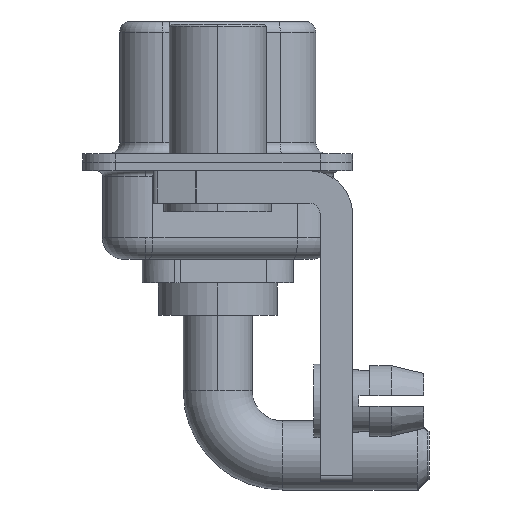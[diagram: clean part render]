
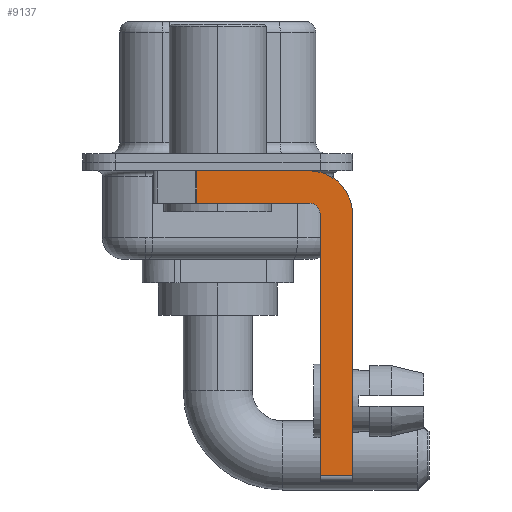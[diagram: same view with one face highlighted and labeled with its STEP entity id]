
A CAD part, left-side view. The second image highlights one B-rep face of the part: STEP entity #9137.
In plain terms, the highlighted planar face has unit normal (-1, 0, 0).
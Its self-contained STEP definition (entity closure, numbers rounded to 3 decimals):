
#204 = DIRECTION ( 'NONE',  ( 0., 0., 1. ) ) ;
#293 = LINE ( 'NONE', #17421, #15960 ) ;
#877 = CARTESIAN_POINT ( 'NONE',  ( -2.9, -4.25, -2.4 ) ) ;
#1018 = EDGE_CURVE ( 'NONE', #5680, #18246, #293, .T. ) ;
#1703 = DIRECTION ( 'NONE',  ( 0., 0., -1. ) ) ;
#2312 = ORIENTED_EDGE ( 'NONE', *, *, #1018, .F. ) ;
#2336 = EDGE_CURVE ( 'NONE', #8767, #9019, #10213, .T. ) ;
#2478 = DIRECTION ( 'NONE',  ( 1., 0., 0. ) ) ;
#2515 = VERTEX_POINT ( 'NONE', #10934 ) ;
#2573 = DIRECTION ( 'NONE',  ( 0., 0., -1. ) ) ;
#3287 = EDGE_CURVE ( 'NONE', #15682, #9019, #5692, .T. ) ;
#3974 = ORIENTED_EDGE ( 'NONE', *, *, #13115, .T. ) ;
#4531 = CARTESIAN_POINT ( 'NONE',  ( -2.9, -4.25, -2.4 ) ) ;
#4758 = AXIS2_PLACEMENT_3D ( 'NONE', #7025, #15916, #1703 ) ;
#5405 = CARTESIAN_POINT ( 'NONE',  ( -2.9, -4.25, -1.9 ) ) ;
#5680 = VERTEX_POINT ( 'NONE', #8955 ) ;
#5692 = LINE ( 'NONE', #11374, #7846 ) ;
#6149 = ORIENTED_EDGE ( 'NONE', *, *, #14835, .F. ) ;
#6369 = CARTESIAN_POINT ( 'NONE',  ( -2.9, -4.25, -1.9 ) ) ;
#6427 = EDGE_CURVE ( 'NONE', #18246, #15682, #15237, .T. ) ;
#6467 = DIRECTION ( 'NONE',  ( 0., 0., -1. ) ) ;
#6885 = ORIENTED_EDGE ( 'NONE', *, *, #7570, .F. ) ;
#7025 = CARTESIAN_POINT ( 'NONE',  ( -2.9, -4.25, -2.4 ) ) ;
#7486 = DIRECTION ( 'NONE',  ( 0., 0., 1. ) ) ;
#7556 = ORIENTED_EDGE ( 'NONE', *, *, #3287, .F. ) ;
#7570 = EDGE_CURVE ( 'NONE', #10854, #2515, #12595, .T. ) ;
#7684 = LINE ( 'NONE', #13386, #11146 ) ;
#7846 = VECTOR ( 'NONE', #17116, 1000. ) ;
#8642 = VECTOR ( 'NONE', #12403, 1000. ) ;
#8643 = AXIS2_PLACEMENT_3D ( 'NONE', #877, #2478, #2573 ) ;
#8767 = VERTEX_POINT ( 'NONE', #14163 ) ;
#8955 = CARTESIAN_POINT ( 'NONE',  ( -2.9, 0.978, -0.4 ) ) ;
#9019 = VERTEX_POINT ( 'NONE', #14720 ) ;
#9080 = ORIENTED_EDGE ( 'NONE', *, *, #2336, .T. ) ;
#9137 = ADVANCED_FACE ( 'NONE', ( #15276 ), #11053, .F. ) ;
#9366 = AXIS2_PLACEMENT_3D ( 'NONE', #4531, #11873, #204 ) ;
#10213 = LINE ( 'NONE', #18481, #12186 ) ;
#10854 = VERTEX_POINT ( 'NONE', #6369 ) ;
#10934 = CARTESIAN_POINT ( 'NONE',  ( -2.9, 0.978, -1.9 ) ) ;
#11053 = PLANE ( 'NONE',  #8643 ) ;
#11146 = VECTOR ( 'NONE', #6467, 1000. ) ;
#11374 = CARTESIAN_POINT ( 'NONE',  ( -2.9, -6.25, -2.4 ) ) ;
#11873 = DIRECTION ( 'NONE',  ( -1., 0., 0. ) ) ;
#11969 = DIRECTION ( 'NONE',  ( 0., -1., 0. ) ) ;
#12014 = CARTESIAN_POINT ( 'NONE',  ( -2.9, -4.25, -0.4 ) ) ;
#12186 = VECTOR ( 'NONE', #12944, 1000. ) ;
#12356 = CARTESIAN_POINT ( 'NONE',  ( -2.9, -4.75, -2.4 ) ) ;
#12403 = DIRECTION ( 'NONE',  ( 0., 1., 0. ) ) ;
#12595 = LINE ( 'NONE', #5405, #8642 ) ;
#12940 = CIRCLE ( 'NONE', #9366, 0.5 ) ;
#12944 = DIRECTION ( 'NONE',  ( 0., -1., 0. ) ) ;
#12998 = EDGE_CURVE ( 'NONE', #16758, #10854, #12940, .T. ) ;
#13115 = EDGE_CURVE ( 'NONE', #5680, #2515, #7684, .T. ) ;
#13386 = CARTESIAN_POINT ( 'NONE',  ( -2.9, 0.978, -1.9 ) ) ;
#13604 = ORIENTED_EDGE ( 'NONE', *, *, #6427, .F. ) ;
#14065 = ORIENTED_EDGE ( 'NONE', *, *, #12998, .F. ) ;
#14144 = VECTOR ( 'NONE', #7486, 1000. ) ;
#14163 = CARTESIAN_POINT ( 'NONE',  ( -2.9, -4.75, -14.55 ) ) ;
#14518 = EDGE_LOOP ( 'NONE', ( #2312, #3974, #6885, #14065, #6149, #9080, #7556, #13604 ) ) ;
#14589 = LINE ( 'NONE', #17595, #14144 ) ;
#14720 = CARTESIAN_POINT ( 'NONE',  ( -2.9, -6.25, -14.55 ) ) ;
#14835 = EDGE_CURVE ( 'NONE', #8767, #16758, #14589, .T. ) ;
#15237 = CIRCLE ( 'NONE', #4758, 2. ) ;
#15276 = FACE_OUTER_BOUND ( 'NONE', #14518, .T. ) ;
#15682 = VERTEX_POINT ( 'NONE', #16761 ) ;
#15916 = DIRECTION ( 'NONE',  ( 1., 0., 0. ) ) ;
#15960 = VECTOR ( 'NONE', #11969, 1000. ) ;
#16758 = VERTEX_POINT ( 'NONE', #12356 ) ;
#16761 = CARTESIAN_POINT ( 'NONE',  ( -2.9, -6.25, -2.4 ) ) ;
#17116 = DIRECTION ( 'NONE',  ( 0., 0., -1. ) ) ;
#17421 = CARTESIAN_POINT ( 'NONE',  ( -2.9, 3., -0.4 ) ) ;
#17595 = CARTESIAN_POINT ( 'NONE',  ( -2.9, -4.75, -14.8 ) ) ;
#18246 = VERTEX_POINT ( 'NONE', #12014 ) ;
#18481 = CARTESIAN_POINT ( 'NONE',  ( -2.9, -4.25, -14.55 ) ) ;
